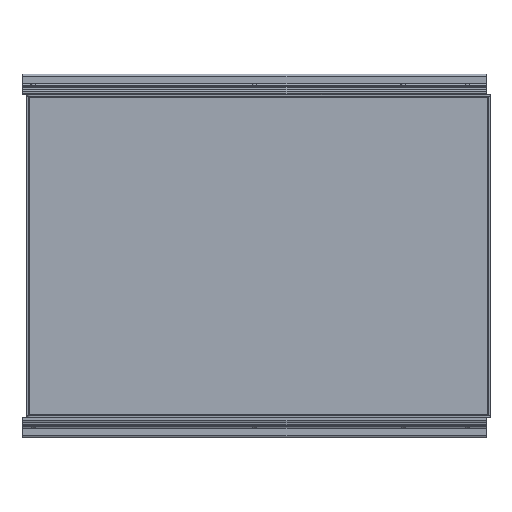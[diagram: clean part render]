
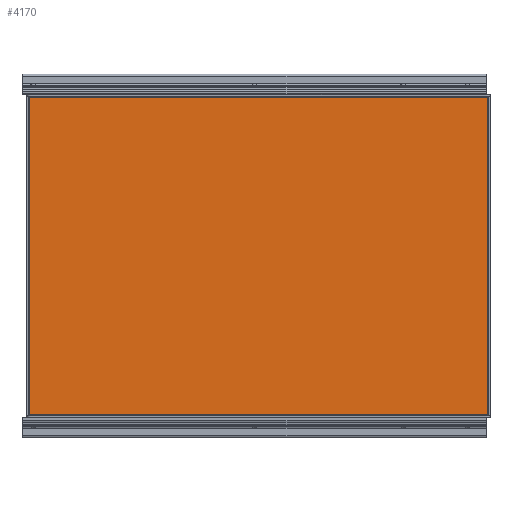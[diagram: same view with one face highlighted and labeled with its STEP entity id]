
A CAD part, front view. The second image highlights one B-rep face of the part: STEP entity #4170.
In plain terms, the highlighted planar face has unit normal (0, -1, 0).
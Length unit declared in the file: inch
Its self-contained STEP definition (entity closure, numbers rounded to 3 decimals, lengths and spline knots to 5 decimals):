
#193 = DIRECTION ( 'NONE',  ( 0., 0., 1. ) ) ;
#255 = EDGE_CURVE ( 'NONE', #9428, #4242, #17837, .T. ) ;
#1051 = VERTEX_POINT ( 'NONE', #17417 ) ;
#3067 = ORIENTED_EDGE ( 'NONE', *, *, #16046, .F. ) ;
#3473 = VERTEX_POINT ( 'NONE', #3567 ) ;
#3567 = CARTESIAN_POINT ( 'NONE',  ( 27.8622, 1.922, 0.1378 ) ) ;
#3784 = ORIENTED_EDGE ( 'NONE', *, *, #255, .F. ) ;
#3846 = CARTESIAN_POINT ( 'NONE',  ( 27.8622, 1.922, 19.3622 ) ) ;
#4170 = ADVANCED_FACE ( 'NONE', ( #20357 ), #5178, .F. ) ;
#4242 = VERTEX_POINT ( 'NONE', #3846 ) ;
#4379 = VECTOR ( 'NONE', #10979, 39.37008 ) ;
#5178 = PLANE ( 'NONE',  #5901 ) ;
#5728 = LINE ( 'NONE', #12377, #13476 ) ;
#5901 = AXIS2_PLACEMENT_3D ( 'NONE', #15479, #20472, #193 ) ;
#5994 = ORIENTED_EDGE ( 'NONE', *, *, #12546, .F. ) ;
#7968 = EDGE_LOOP ( 'NONE', ( #16245, #3784, #3067, #5994 ) ) ;
#9428 = VERTEX_POINT ( 'NONE', #18131 ) ;
#9500 = DIRECTION ( 'NONE',  ( 1., 0., 0. ) ) ;
#10979 = DIRECTION ( 'NONE',  ( 0., 0., -1. ) ) ;
#12377 = CARTESIAN_POINT ( 'NONE',  ( 0., 1.922, 0.1378 ) ) ;
#12546 = EDGE_CURVE ( 'NONE', #3473, #1051, #5728, .T. ) ;
#13476 = VECTOR ( 'NONE', #14555, 39.37008 ) ;
#13645 = VECTOR ( 'NONE', #20166, 39.37008 ) ;
#13802 = VECTOR ( 'NONE', #9500, 39.37008 ) ;
#14555 = DIRECTION ( 'NONE',  ( -1., 0., 0. ) ) ;
#14602 = CARTESIAN_POINT ( 'NONE',  ( 0., 1.922, 19.3622 ) ) ;
#15479 = CARTESIAN_POINT ( 'NONE',  ( 0., 1.922, 0. ) ) ;
#16046 = EDGE_CURVE ( 'NONE', #1051, #9428, #20061, .T. ) ;
#16245 = ORIENTED_EDGE ( 'NONE', *, *, #19960, .F. ) ;
#16740 = CARTESIAN_POINT ( 'NONE',  ( 0.1378, 1.922, 0. ) ) ;
#17417 = CARTESIAN_POINT ( 'NONE',  ( 0.1378, 1.922, 0.1378 ) ) ;
#17523 = LINE ( 'NONE', #20729, #4379 ) ;
#17837 = LINE ( 'NONE', #14602, #13802 ) ;
#18131 = CARTESIAN_POINT ( 'NONE',  ( 0.1378, 1.922, 19.3622 ) ) ;
#19960 = EDGE_CURVE ( 'NONE', #4242, #3473, #17523, .T. ) ;
#20061 = LINE ( 'NONE', #16740, #13645 ) ;
#20166 = DIRECTION ( 'NONE',  ( 0., 0., 1. ) ) ;
#20357 = FACE_OUTER_BOUND ( 'NONE', #7968, .T. ) ;
#20472 = DIRECTION ( 'NONE',  ( 0., 1., 0. ) ) ;
#20729 = CARTESIAN_POINT ( 'NONE',  ( 27.8622, 1.922, 0. ) ) ;
